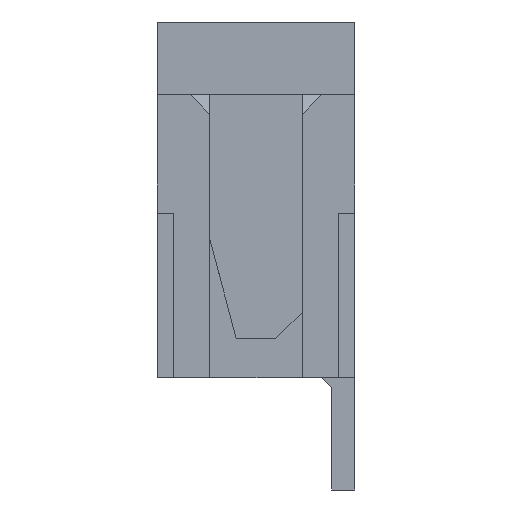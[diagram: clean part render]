
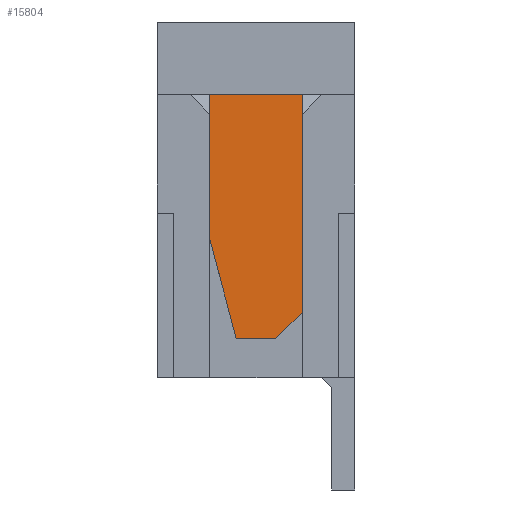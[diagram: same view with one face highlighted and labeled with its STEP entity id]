
A CAD part, left-side view. The second image highlights one B-rep face of the part: STEP entity #15804.
In plain terms, the highlighted planar face has unit normal (-1, 0, 0).
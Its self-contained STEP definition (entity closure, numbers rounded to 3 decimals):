
#4569=ORIENTED_EDGE('',*,*,#6908,.F.);
#4570=ORIENTED_EDGE('',*,*,#6909,.T.);
#4571=ORIENTED_EDGE('',*,*,#6902,.T.);
#4572=ORIENTED_EDGE('',*,*,#6871,.T.);
#4573=ORIENTED_EDGE('',*,*,#6910,.F.);
#4574=ORIENTED_EDGE('',*,*,#6911,.T.);
#6871=EDGE_CURVE('',#8316,#8317,#10513,.T.);
#6902=EDGE_CURVE('',#8338,#8316,#10544,.T.);
#6908=EDGE_CURVE('',#8343,#8344,#10550,.T.);
#6909=EDGE_CURVE('',#8343,#8338,#10551,.T.);
#6910=EDGE_CURVE('',#8345,#8317,#10552,.T.);
#6911=EDGE_CURVE('',#8345,#8344,#10553,.T.);
#8316=VERTEX_POINT('',#24782);
#8317=VERTEX_POINT('',#24783);
#8338=VERTEX_POINT('',#24845);
#8343=VERTEX_POINT('',#24857);
#8344=VERTEX_POINT('',#24858);
#8345=VERTEX_POINT('',#24861);
#10513=LINE('',#24781,#12747);
#10544=LINE('',#24844,#12778);
#10550=LINE('',#24856,#12784);
#10551=LINE('',#24859,#12785);
#10552=LINE('',#24860,#12786);
#10553=LINE('',#24862,#12787);
#12747=VECTOR('',#20325,1000.);
#12778=VECTOR('',#20376,1000.);
#12784=VECTOR('',#20384,1000.);
#12785=VECTOR('',#20385,1000.);
#12786=VECTOR('',#20386,1000.);
#12787=VECTOR('',#20387,1000.);
#13564=EDGE_LOOP('',(#4569,#4570,#4571,#4572,#4573,#4574));
#14316=FACE_BOUND('',#13564,.T.);
#15054=PLANE('',#16647);
#15804=ADVANCED_FACE('',(#14316),#15054,.F.);
#16647=AXIS2_PLACEMENT_3D('',#24855,#20382,#20383);
#20325=DIRECTION('',(0.,1.,0.));
#20376=DIRECTION('',(0.,0.,1.));
#20382=DIRECTION('',(1.,0.,0.));
#20383=DIRECTION('',(0.,0.,-1.));
#20384=DIRECTION('',(0.,1.,0.));
#20385=DIRECTION('',(0.,-0.707,0.707));
#20386=DIRECTION('',(0.,0.,1.));
#20387=DIRECTION('',(0.,-0.258,-0.966));
#24781=CARTESIAN_POINT('',(-16.75,-0.7,-0.55));
#24782=CARTESIAN_POINT('',(-16.75,-0.7,-0.55));
#24783=CARTESIAN_POINT('',(-16.75,0.7,-0.55));
#24844=CARTESIAN_POINT('',(-16.75,-0.7,-4.25));
#24845=CARTESIAN_POINT('',(-16.75,-0.7,-3.85));
#24855=CARTESIAN_POINT('',(-16.75,-0.7,-4.25));
#24856=CARTESIAN_POINT('',(-16.75,-0.7,-4.25));
#24857=CARTESIAN_POINT('',(-16.75,-0.3,-4.25));
#24858=CARTESIAN_POINT('',(-16.75,0.3,-4.25));
#24859=CARTESIAN_POINT('',(-16.75,-0.3,-4.25));
#24860=CARTESIAN_POINT('',(-16.75,0.7,-4.25));
#24861=CARTESIAN_POINT('',(-16.75,0.7,-2.75));
#24862=CARTESIAN_POINT('',(-16.75,0.3,-4.25));
